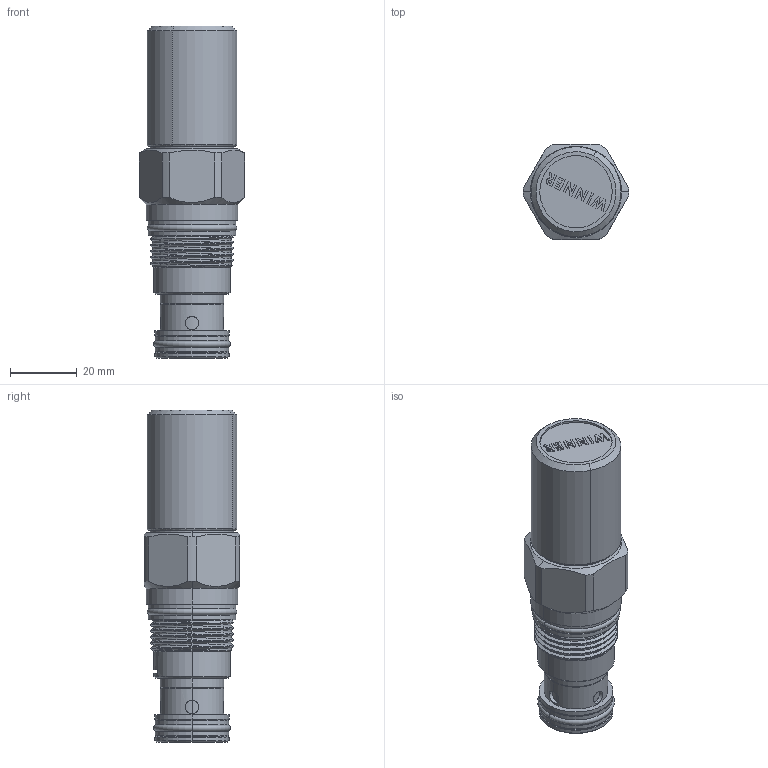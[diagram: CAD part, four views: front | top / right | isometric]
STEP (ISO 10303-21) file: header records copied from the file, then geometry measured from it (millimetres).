
FILE_DESCRIPTION (( 'STEP AP203' ), '1' );
FILE_NAME ('FR5A2F-CB.STEP', '2024-05-30T02:23:13', ( '' ), ( '' ), 'SwSTEP 2.0', 'SolidWorks 2018', '' );
FILE_SCHEMA (( 'CONFIG_CONTROL_DESIGN' ));
Length unit declared in the file: millimetre
Products named in the file (1): FR5A2F-CB
Bounding box: 31.6 x 28.57 x 99.6 mm (x, y, z)
Volume: 51305.8 mm3; surface area: 10754.5 mm2
Topology: 1 solids, 2 shells, 229 faces, 552 edges, 355 vertices
Faces by surface type: plane 97, cylinder 87, cone 27, torus 12, bspline 6
Entity records: 8113 total; most frequent: CARTESIAN_POINT 2803, ORIENTED_EDGE 1104, DIRECTION 1058, EDGE_CURVE 552, AXIS2_PLACEMENT_3D 379, VERTEX_POINT 355, LINE 300, VECTOR 300
